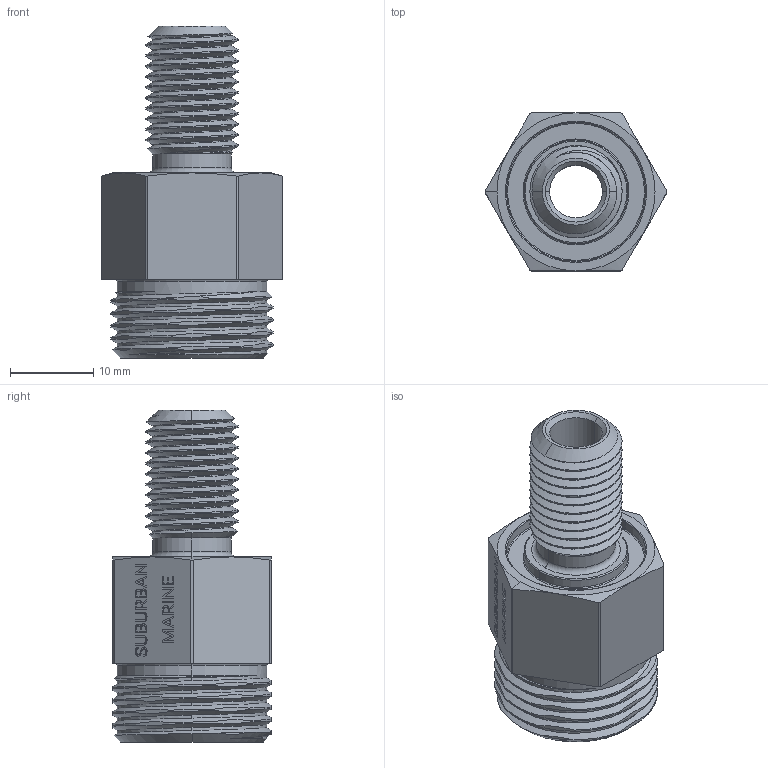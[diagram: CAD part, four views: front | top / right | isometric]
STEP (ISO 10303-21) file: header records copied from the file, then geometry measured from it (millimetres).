
FILE_DESCRIPTION (( 'STEP AP214' ), '1' );
FILE_NAME ('BM-A-BH-A-C.STEP', '2020-12-15T01:53:56', ( '' ), ( '' ), 'SwSTEP 2.0', 'SolidWorks 2018', '' );
FILE_SCHEMA (( 'AUTOMOTIVE_DESIGN' ));
Length unit declared in the file: inch
Products named in the file (1): BM-A-BH-A-C
Bounding box: 21.85 x 19.05 x 40 mm (x, y, z)
Volume: 3950.4 mm3; surface area: 4413.5 mm2
Topology: 1 solids, 1 shells, 354 faces, 948 edges, 622 vertices
Faces by surface type: plane 194, bspline 73, cylinder 51, cone 24, torus 12
Entity records: 22500 total; most frequent: CARTESIAN_POINT 14503, ORIENTED_EDGE 1896, DIRECTION 1290, EDGE_CURVE 948, VERTEX_POINT 622, VECTOR 562, LINE 562, EDGE_LOOP 382
